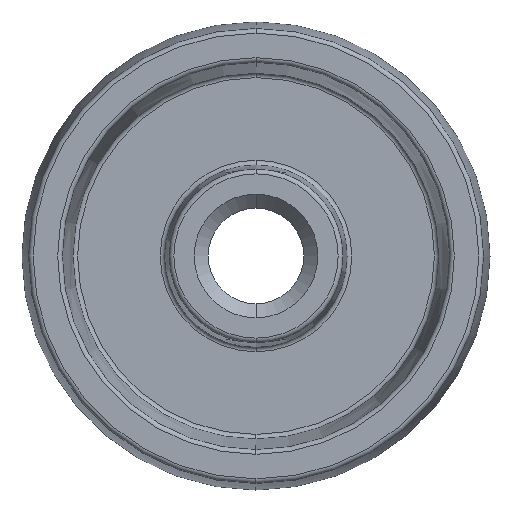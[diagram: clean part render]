
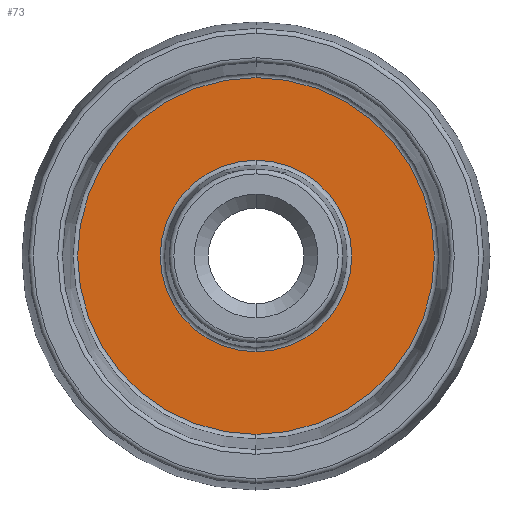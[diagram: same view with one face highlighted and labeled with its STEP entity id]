
A CAD part, left-side view. The second image highlights one B-rep face of the part: STEP entity #73.
In plain terms, the highlighted planar face has unit normal (-1, 0, 0).
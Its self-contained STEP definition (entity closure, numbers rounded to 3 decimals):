
#3 = CARTESIAN_POINT ( 'NONE',  ( -2.5, 0., 19.059 ) ) ;
#52 = AXIS2_PLACEMENT_3D ( 'NONE', #1661, #841, #390 ) ;
#73 = ADVANCED_FACE ( 'NONE', ( #606, #1746 ), #896, .T. ) ;
#144 = CIRCLE ( 'NONE', #52, 10.229 ) ;
#222 = DIRECTION ( 'NONE',  ( 1., 0., 0. ) ) ;
#225 = CARTESIAN_POINT ( 'NONE',  ( -2.5, 0., 0. ) ) ;
#248 = EDGE_CURVE ( 'NONE', #893, #799, #1108, .T. ) ;
#316 = DIRECTION ( 'NONE',  ( 0., 0., 1. ) ) ;
#357 = ORIENTED_EDGE ( 'NONE', *, *, #795, .T. ) ;
#390 = DIRECTION ( 'NONE',  ( 0., 0., 1. ) ) ;
#423 = EDGE_LOOP ( 'NONE', ( #603, #357 ) ) ;
#452 = EDGE_CURVE ( 'NONE', #898, #1748, #1081, .T. ) ;
#465 = CARTESIAN_POINT ( 'NONE',  ( -2.5, 0., 0. ) ) ;
#467 = ORIENTED_EDGE ( 'NONE', *, *, #1180, .T. ) ;
#472 = CIRCLE ( 'NONE', #504, 19.059 ) ;
#490 = DIRECTION ( 'NONE',  ( -1., 0., 0. ) ) ;
#504 = AXIS2_PLACEMENT_3D ( 'NONE', #465, #1010, #1018 ) ;
#513 = EDGE_LOOP ( 'NONE', ( #467, #1524 ) ) ;
#603 = ORIENTED_EDGE ( 'NONE', *, *, #452, .T. ) ;
#606 = FACE_BOUND ( 'NONE', #423, .T. ) ;
#623 = CARTESIAN_POINT ( 'NONE',  ( -2.5, 0., 0. ) ) ;
#776 = CARTESIAN_POINT ( 'NONE',  ( -2.5, 19.5, 0. ) ) ;
#795 = EDGE_CURVE ( 'NONE', #1748, #898, #144, .T. ) ;
#799 = VERTEX_POINT ( 'NONE', #3 ) ;
#841 = DIRECTION ( 'NONE',  ( 1., 0., 0. ) ) ;
#893 = VERTEX_POINT ( 'NONE', #1011 ) ;
#896 = PLANE ( 'NONE',  #1624 ) ;
#898 = VERTEX_POINT ( 'NONE', #1672 ) ;
#1010 = DIRECTION ( 'NONE',  ( -1., 0., 0. ) ) ;
#1011 = CARTESIAN_POINT ( 'NONE',  ( -2.5, 0., -19.059 ) ) ;
#1018 = DIRECTION ( 'NONE',  ( 0., 0., 1. ) ) ;
#1081 = CIRCLE ( 'NONE', #1319, 10.229 ) ;
#1108 = CIRCLE ( 'NONE', #1570, 19.059 ) ;
#1114 = CARTESIAN_POINT ( 'NONE',  ( -2.5, 0., -10.229 ) ) ;
#1180 = EDGE_CURVE ( 'NONE', #799, #893, #472, .T. ) ;
#1181 = DIRECTION ( 'NONE',  ( -1., 0., 0. ) ) ;
#1319 = AXIS2_PLACEMENT_3D ( 'NONE', #623, #222, #1331 ) ;
#1325 = DIRECTION ( 'NONE',  ( 0., 0., 1. ) ) ;
#1331 = DIRECTION ( 'NONE',  ( 0., 0., 1. ) ) ;
#1524 = ORIENTED_EDGE ( 'NONE', *, *, #248, .T. ) ;
#1570 = AXIS2_PLACEMENT_3D ( 'NONE', #225, #490, #316 ) ;
#1624 = AXIS2_PLACEMENT_3D ( 'NONE', #776, #1181, #1325 ) ;
#1661 = CARTESIAN_POINT ( 'NONE',  ( -2.5, 0., 0. ) ) ;
#1672 = CARTESIAN_POINT ( 'NONE',  ( -2.5, 0., 10.229 ) ) ;
#1746 = FACE_OUTER_BOUND ( 'NONE', #513, .T. ) ;
#1748 = VERTEX_POINT ( 'NONE', #1114 ) ;
